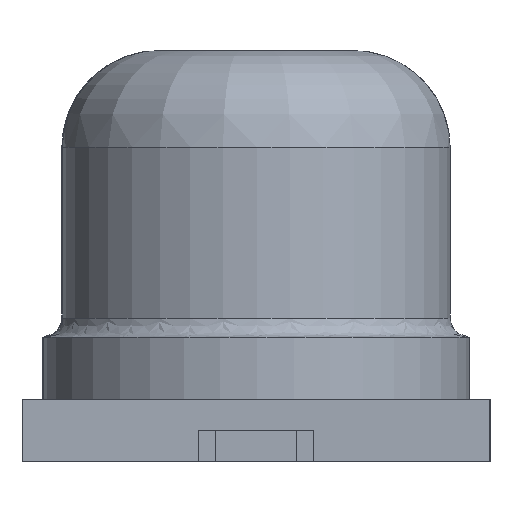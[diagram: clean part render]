
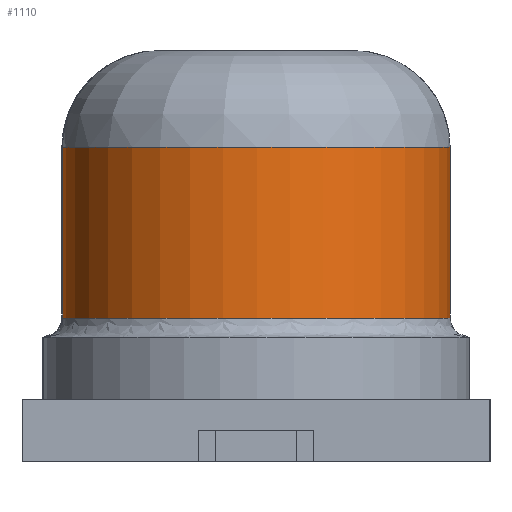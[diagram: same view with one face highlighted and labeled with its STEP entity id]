
A CAD part, left-side view. The second image highlights one B-rep face of the part: STEP entity #1110.
In plain terms, the highlighted cylindrical face has radius 2 mm (diameter 4 mm), a partial arc.
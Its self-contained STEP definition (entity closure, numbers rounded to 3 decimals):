
#32 = PLANE('',#33);
#33 = AXIS2_PLACEMENT_3D('',#34,#35,#36);
#34 = CARTESIAN_POINT('',(-3.2,2.2,1.28));
#35 = DIRECTION('',(1.,0.,0.));
#36 = DIRECTION('',(0.,0.,1.));
#179 = VERTEX_POINT('',#180);
#180 = CARTESIAN_POINT('',(-3.2,1.995,3.24));
#390 = SURFACE_OF_REVOLUTION('',#391,#396);
#391 = CIRCLE('',#392,1.);
#392 = AXIS2_PLACEMENT_3D('',#393,#394,#395);
#393 = CARTESIAN_POINT('',(-3.195,0.995,3.24));
#394 = DIRECTION('',(-1.,0.,0.));
#395 = DIRECTION('',(0.,-1.,0.));
#396 = AXIS1_PLACEMENT('',#397,#398);
#397 = CARTESIAN_POINT('',(-3.195,-0.005,0.));
#398 = DIRECTION('',(0.,0.,1.));
#504 = EDGE_CURVE('',#179,#505,#507,.T.);
#505 = VERTEX_POINT('',#506);
#506 = CARTESIAN_POINT('',(-3.2,1.995,1.48));
#507 = SURFACE_CURVE('',#508,(#512,#518),.PCURVE_S1.);
#508 = LINE('',#509,#510);
#509 = CARTESIAN_POINT('',(-3.2,1.995,3.24));
#510 = VECTOR('',#511,1.);
#511 = DIRECTION('',(0.,0.,-1.));
#512 = PCURVE('',#32,#513);
#513 = DEFINITIONAL_REPRESENTATION('',(#514),#517);
#514 = B_SPLINE_CURVE_WITH_KNOTS('',1,(#515,#516),.UNSPECIFIED.,.F.,.F.,
  (2,2),(0.,1.76),.PIECEWISE_BEZIER_KNOTS.);
#515 = CARTESIAN_POINT('',(1.96,0.205));
#516 = CARTESIAN_POINT('',(0.2,0.205));
#517 = ( GEOMETRIC_REPRESENTATION_CONTEXT(2) 
PARAMETRIC_REPRESENTATION_CONTEXT() REPRESENTATION_CONTEXT('2D SPACE',''
  ) );
#518 = PCURVE('',#519,#524);
#519 = CYLINDRICAL_SURFACE('',#520,2.);
#520 = AXIS2_PLACEMENT_3D('',#521,#522,#523);
#521 = CARTESIAN_POINT('',(-3.195,-0.005,3.24));
#522 = DIRECTION('',(0.,0.,-1.));
#523 = DIRECTION('',(0.,1.,0.));
#524 = DEFINITIONAL_REPRESENTATION('',(#525),#528);
#525 = B_SPLINE_CURVE_WITH_KNOTS('',1,(#526,#527),.UNSPECIFIED.,.F.,.F.,
  (2,2),(0.,1.76),.PIECEWISE_BEZIER_KNOTS.);
#526 = CARTESIAN_POINT('',(-0.003,0.));
#527 = CARTESIAN_POINT('',(-0.003,1.76));
#528 = ( GEOMETRIC_REPRESENTATION_CONTEXT(2) 
PARAMETRIC_REPRESENTATION_CONTEXT() REPRESENTATION_CONTEXT('2D SPACE',''
  ) );
#742 = SURFACE_OF_REVOLUTION('',#743,#748);
#743 = CIRCLE('',#744,0.2);
#744 = AXIS2_PLACEMENT_3D('',#745,#746,#747);
#745 = CARTESIAN_POINT('',(-3.195,2.195,1.48));
#746 = DIRECTION('',(-1.,0.,0.));
#747 = DIRECTION('',(0.,-1.,0.));
#748 = AXIS1_PLACEMENT('',#749,#750);
#749 = CARTESIAN_POINT('',(-3.195,-0.005,0.));
#750 = DIRECTION('',(0.,0.,1.));
#1026 = PLANE('',#1027);
#1027 = AXIS2_PLACEMENT_3D('',#1028,#1029,#1030);
#1028 = CARTESIAN_POINT('',(-3.195,2.195,1.28));
#1029 = DIRECTION('',(1.,0.,0.));
#1030 = DIRECTION('',(0.,1.,0.));
#1066 = VERTEX_POINT('',#1067);
#1067 = CARTESIAN_POINT('',(-3.195,-2.005,1.48));
#1089 = EDGE_CURVE('',#505,#1066,#1090,.T.);
#1090 = SURFACE_CURVE('',#1091,(#1096,#1103),.PCURVE_S1.);
#1091 = CIRCLE('',#1092,2.);
#1092 = AXIS2_PLACEMENT_3D('',#1093,#1094,#1095);
#1093 = CARTESIAN_POINT('',(-3.195,-0.005,1.48));
#1094 = DIRECTION('',(0.,0.,1.));
#1095 = DIRECTION('',(0.,1.,0.));
#1096 = PCURVE('',#742,#1097);
#1097 = DEFINITIONAL_REPRESENTATION('',(#1098),#1102);
#1098 = LINE('',#1099,#1100);
#1099 = CARTESIAN_POINT('',(0.,6.283));
#1100 = VECTOR('',#1101,1.);
#1101 = DIRECTION('',(1.,0.));
#1102 = ( GEOMETRIC_REPRESENTATION_CONTEXT(2) 
PARAMETRIC_REPRESENTATION_CONTEXT() REPRESENTATION_CONTEXT('2D SPACE',''
  ) );
#1103 = PCURVE('',#519,#1104);
#1104 = DEFINITIONAL_REPRESENTATION('',(#1105),#1109);
#1105 = LINE('',#1106,#1107);
#1106 = CARTESIAN_POINT('',(-0.,1.76));
#1107 = VECTOR('',#1108,1.);
#1108 = DIRECTION('',(-1.,0.));
#1109 = ( GEOMETRIC_REPRESENTATION_CONTEXT(2) 
PARAMETRIC_REPRESENTATION_CONTEXT() REPRESENTATION_CONTEXT('2D SPACE',''
  ) );
#1110 = ADVANCED_FACE('',(#1111),#519,.T.);
#1111 = FACE_BOUND('',#1112,.F.);
#1112 = EDGE_LOOP('',(#1113,#1114,#1138,#1159));
#1113 = ORIENTED_EDGE('',*,*,#504,.F.);
#1114 = ORIENTED_EDGE('',*,*,#1115,.T.);
#1115 = EDGE_CURVE('',#179,#1116,#1118,.T.);
#1116 = VERTEX_POINT('',#1117);
#1117 = CARTESIAN_POINT('',(-3.195,-2.005,3.24));
#1118 = SURFACE_CURVE('',#1119,(#1124,#1131),.PCURVE_S1.);
#1119 = CIRCLE('',#1120,2.);
#1120 = AXIS2_PLACEMENT_3D('',#1121,#1122,#1123);
#1121 = CARTESIAN_POINT('',(-3.195,-0.005,3.24));
#1122 = DIRECTION('',(0.,0.,1.));
#1123 = DIRECTION('',(0.,1.,0.));
#1124 = PCURVE('',#519,#1125);
#1125 = DEFINITIONAL_REPRESENTATION('',(#1126),#1130);
#1126 = LINE('',#1127,#1128);
#1127 = CARTESIAN_POINT('',(-0.,0.));
#1128 = VECTOR('',#1129,1.);
#1129 = DIRECTION('',(-1.,0.));
#1130 = ( GEOMETRIC_REPRESENTATION_CONTEXT(2) 
PARAMETRIC_REPRESENTATION_CONTEXT() REPRESENTATION_CONTEXT('2D SPACE',''
  ) );
#1131 = PCURVE('',#390,#1132);
#1132 = DEFINITIONAL_REPRESENTATION('',(#1133),#1137);
#1133 = LINE('',#1134,#1135);
#1134 = CARTESIAN_POINT('',(0.,3.142));
#1135 = VECTOR('',#1136,1.);
#1136 = DIRECTION('',(1.,0.));
#1137 = ( GEOMETRIC_REPRESENTATION_CONTEXT(2) 
PARAMETRIC_REPRESENTATION_CONTEXT() REPRESENTATION_CONTEXT('2D SPACE',''
  ) );
#1138 = ORIENTED_EDGE('',*,*,#1139,.T.);
#1139 = EDGE_CURVE('',#1116,#1066,#1140,.T.);
#1140 = SURFACE_CURVE('',#1141,(#1145,#1152),.PCURVE_S1.);
#1141 = LINE('',#1142,#1143);
#1142 = CARTESIAN_POINT('',(-3.195,-2.005,3.24));
#1143 = VECTOR('',#1144,1.);
#1144 = DIRECTION('',(0.,0.,-1.));
#1145 = PCURVE('',#519,#1146);
#1146 = DEFINITIONAL_REPRESENTATION('',(#1147),#1151);
#1147 = LINE('',#1148,#1149);
#1148 = CARTESIAN_POINT('',(-3.142,0.));
#1149 = VECTOR('',#1150,1.);
#1150 = DIRECTION('',(-0.,1.));
#1151 = ( GEOMETRIC_REPRESENTATION_CONTEXT(2) 
PARAMETRIC_REPRESENTATION_CONTEXT() REPRESENTATION_CONTEXT('2D SPACE',''
  ) );
#1152 = PCURVE('',#1026,#1153);
#1153 = DEFINITIONAL_REPRESENTATION('',(#1154),#1158);
#1154 = LINE('',#1155,#1156);
#1155 = CARTESIAN_POINT('',(-4.2,1.96));
#1156 = VECTOR('',#1157,1.);
#1157 = DIRECTION('',(0.,-1.));
#1158 = ( GEOMETRIC_REPRESENTATION_CONTEXT(2) 
PARAMETRIC_REPRESENTATION_CONTEXT() REPRESENTATION_CONTEXT('2D SPACE',''
  ) );
#1159 = ORIENTED_EDGE('',*,*,#1089,.F.);
